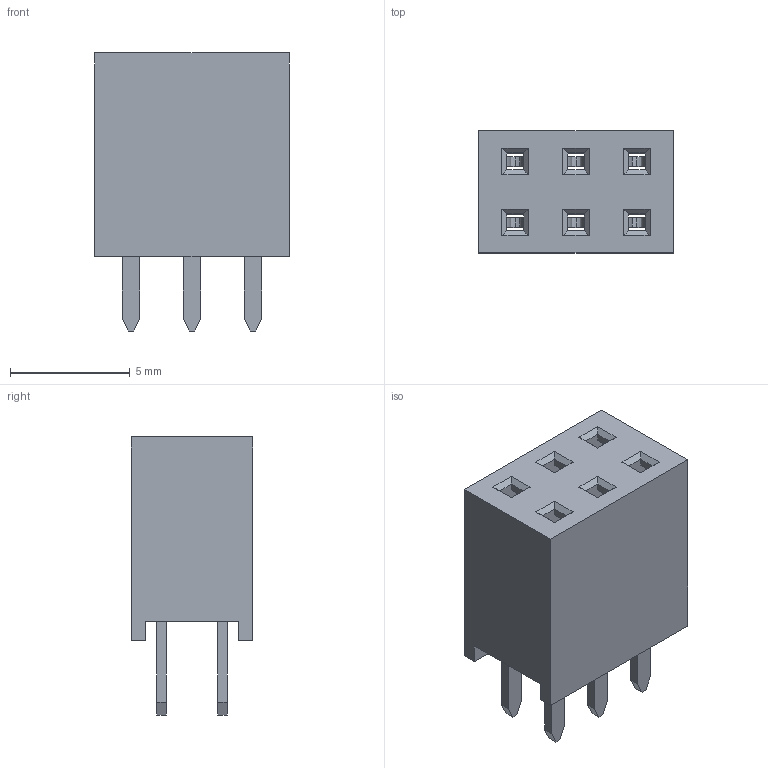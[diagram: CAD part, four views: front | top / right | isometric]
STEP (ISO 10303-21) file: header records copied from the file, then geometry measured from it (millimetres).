
FILE_DESCRIPTION(/* description */ ('Unknown'),/* implementation_level */ '2;1');
FILE_NAME(/* name */ '61300621821',/* time_stamp */ '2022-06-30T07:59:25+02:00',/* author */ ('Unknown'),/* organization */ ('Unknown'),/* preprocessor_version */ 'ST-DEVELOPER v16.7',/* originating_system */ 'Solid Edge',/* authorisation */ 'Unknown');
FILE_SCHEMA (('AUTOMOTIVE_DESIGN {1 0 10303 214 3 1 1}'));
Length unit declared in the file: millimetre
Products named in the file (3): 6130xx21821; 61300621821; 6130xx21821_PIN
Assembly tree (7 placements, depth 2):
  6130xx21821
    61300621821
    6130xx21821_PIN  x6
Bounding box: 8.12 x 5.08 x 11.6 mm (x, y, z)
Volume: 286.5 mm3; surface area: 742.6 mm2
Topology: 7 solids, 7 shells, 256 faces, 678 edges, 436 vertices
Faces by surface type: plane 196, cylinder 36, bspline 12, torus 12
Entity records: 3485 total; most frequent: CARTESIAN_POINT 638, ORIENTED_EDGE 578, DIRECTION 537, EDGE_CURVE 289, LINE 267, VECTOR 267, VERTEX_POINT 184, AXIS2_PLACEMENT_3D 135
